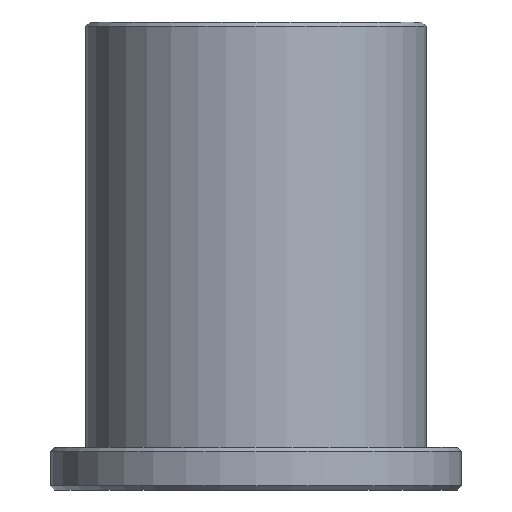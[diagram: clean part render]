
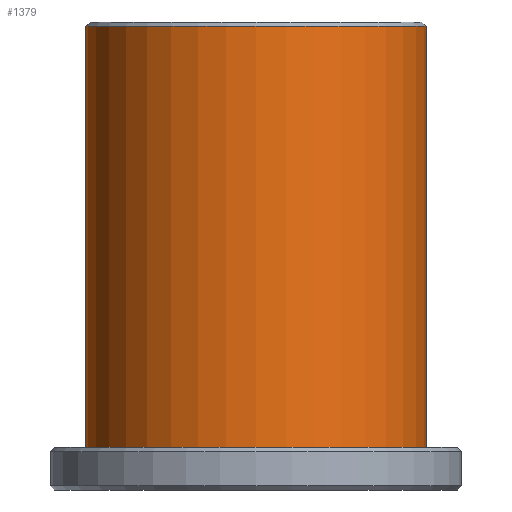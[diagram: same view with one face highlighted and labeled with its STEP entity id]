
A CAD part, front view. The second image highlights one B-rep face of the part: STEP entity #1379.
In plain terms, the highlighted cylindrical face has radius 12 mm (diameter 24 mm), a partial arc.
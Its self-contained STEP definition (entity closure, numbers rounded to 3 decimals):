
#11 = CIRCLE ( 'NONE', #559, 12. ) ;
#24 = VECTOR ( 'NONE', #734, 1000. ) ;
#46 = VERTEX_POINT ( 'NONE', #353 ) ;
#91 = EDGE_CURVE ( 'NONE', #46, #151, #11, .T. ) ;
#151 = VERTEX_POINT ( 'NONE', #1296 ) ;
#200 = VERTEX_POINT ( 'NONE', #528 ) ;
#284 = VERTEX_POINT ( 'NONE', #830 ) ;
#304 = DIRECTION ( 'NONE',  ( 0., 0., -1. ) ) ;
#346 = VECTOR ( 'NONE', #654, 1000. ) ;
#353 = CARTESIAN_POINT ( 'NONE',  ( 12., 0., 32.7 ) ) ;
#389 = DIRECTION ( 'NONE',  ( 1., 0., 0. ) ) ;
#391 = EDGE_CURVE ( 'NONE', #284, #200, #898, .T. ) ;
#405 = CARTESIAN_POINT ( 'NONE',  ( 0., 0., 3. ) ) ;
#407 = CARTESIAN_POINT ( 'NONE',  ( 0., 0., 33. ) ) ;
#416 = CARTESIAN_POINT ( 'NONE',  ( 0., 0., 32.7 ) ) ;
#438 = ORIENTED_EDGE ( 'NONE', *, *, #391, .F. ) ;
#515 = CYLINDRICAL_SURFACE ( 'NONE', #1262, 12. ) ;
#528 = CARTESIAN_POINT ( 'NONE',  ( -12., 0., 3. ) ) ;
#559 = AXIS2_PLACEMENT_3D ( 'NONE', #416, #304, #389 ) ;
#595 = ORIENTED_EDGE ( 'NONE', *, *, #1081, .T. ) ;
#623 = DIRECTION ( 'NONE',  ( 0., 0., -1. ) ) ;
#654 = DIRECTION ( 'NONE',  ( 0., 0., -1. ) ) ;
#723 = ORIENTED_EDGE ( 'NONE', *, *, #91, .T. ) ;
#734 = DIRECTION ( 'NONE',  ( 0., 0., -1. ) ) ;
#825 = AXIS2_PLACEMENT_3D ( 'NONE', #405, #1437, #1336 ) ;
#830 = CARTESIAN_POINT ( 'NONE',  ( 12., 0., 3. ) ) ;
#895 = LINE ( 'NONE', #1389, #24 ) ;
#898 = CIRCLE ( 'NONE', #825, 12. ) ;
#915 = EDGE_LOOP ( 'NONE', ( #1137, #723, #595, #438 ) ) ;
#976 = DIRECTION ( 'NONE',  ( -1., 0., 0. ) ) ;
#1081 = EDGE_CURVE ( 'NONE', #151, #200, #1207, .T. ) ;
#1137 = ORIENTED_EDGE ( 'NONE', *, *, #1303, .F. ) ;
#1207 = LINE ( 'NONE', #1216, #346 ) ;
#1216 = CARTESIAN_POINT ( 'NONE',  ( -12., 0., 33. ) ) ;
#1262 = AXIS2_PLACEMENT_3D ( 'NONE', #407, #623, #976 ) ;
#1296 = CARTESIAN_POINT ( 'NONE',  ( -12., 0., 32.7 ) ) ;
#1303 = EDGE_CURVE ( 'NONE', #46, #284, #895, .T. ) ;
#1336 = DIRECTION ( 'NONE',  ( -1., 0., 0. ) ) ;
#1379 = ADVANCED_FACE ( 'NONE', ( #1434 ), #515, .T. ) ;
#1389 = CARTESIAN_POINT ( 'NONE',  ( 12., 0., 33. ) ) ;
#1434 = FACE_OUTER_BOUND ( 'NONE', #915, .T. ) ;
#1437 = DIRECTION ( 'NONE',  ( 0., 0., -1. ) ) ;
